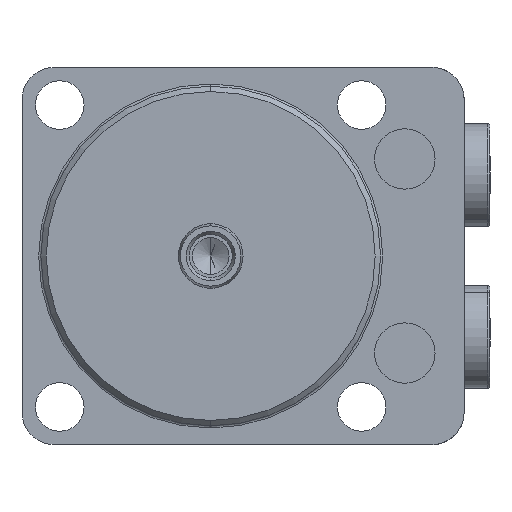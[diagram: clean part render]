
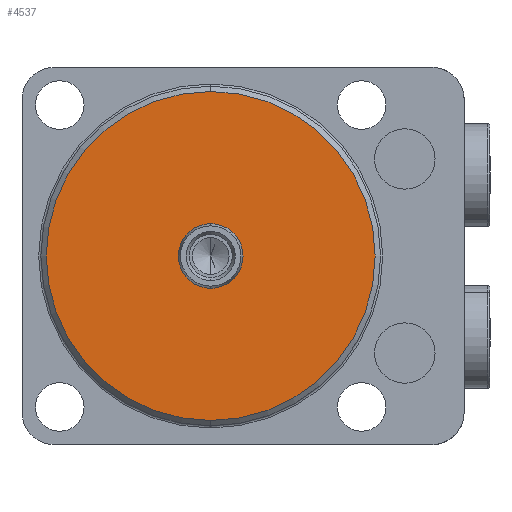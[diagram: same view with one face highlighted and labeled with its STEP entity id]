
A CAD part, front view. The second image highlights one B-rep face of the part: STEP entity #4537.
In plain terms, the highlighted planar face has unit normal (0, -1, 0).
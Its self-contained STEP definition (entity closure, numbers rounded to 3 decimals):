
#271 = DIRECTION ( 'NONE',  ( 0., 0., 1. ) ) ;
#274 = DIRECTION ( 'NONE',  ( 0., -1., 0. ) ) ;
#277 = CARTESIAN_POINT ( 'NONE',  ( 0., 0., 0. ) ) ;
#447 = DIRECTION ( 'NONE',  ( 0., 1., 0. ) ) ;
#450 = DIRECTION ( 'NONE',  ( 0., 0., 1. ) ) ;
#456 = CARTESIAN_POINT ( 'NONE',  ( 0., 0., 0. ) ) ;
#758 = CIRCLE ( 'NONE', #4841, 30.5 ) ;
#759 = CIRCLE ( 'NONE', #4842, 6. ) ;
#793 = FACE_OUTER_BOUND ( 'NONE', #2931, .T. ) ;
#801 = FACE_BOUND ( 'NONE', #2936, .T. ) ;
#1225 = ORIENTED_EDGE ( 'NONE', *, *, #4912, .T. ) ;
#1233 = ORIENTED_EDGE ( 'NONE', *, *, #5357, .T. ) ;
#1234 = ORIENTED_EDGE ( 'NONE', *, *, #4914, .T. ) ;
#1236 = ORIENTED_EDGE ( 'NONE', *, *, #5345, .T. ) ;
#2198 = DIRECTION ( 'NONE',  ( 0., 0., 1. ) ) ;
#2199 = DIRECTION ( 'NONE',  ( 0., -1., 0. ) ) ;
#2200 = CARTESIAN_POINT ( 'NONE',  ( 0., 0., 0. ) ) ;
#2201 = DIRECTION ( 'NONE',  ( 0., 0., 1. ) ) ;
#2202 = DIRECTION ( 'NONE',  ( 0., 1., 0. ) ) ;
#2203 = CARTESIAN_POINT ( 'NONE',  ( 0., 0., 0. ) ) ;
#2301 = DIRECTION ( 'NONE',  ( 0., 0., 1. ) ) ;
#2302 = DIRECTION ( 'NONE',  ( 0., 1., 0. ) ) ;
#2305 = PLANE ( 'NONE',  #4857 ) ;
#2309 = CARTESIAN_POINT ( 'NONE',  ( -35., 0., 35. ) ) ;
#2555 = CARTESIAN_POINT ( 'NONE',  ( 0., 0., 30.5 ) ) ;
#2640 = CARTESIAN_POINT ( 'NONE',  ( 0., 0., -30.5 ) ) ;
#2712 = CARTESIAN_POINT ( 'NONE',  ( 0., 0., 6. ) ) ;
#2720 = CARTESIAN_POINT ( 'NONE',  ( 0., 0., -6. ) ) ;
#2931 = EDGE_LOOP ( 'NONE', ( #1234, #1233 ) ) ;
#2936 = EDGE_LOOP ( 'NONE', ( #1225, #1236 ) ) ;
#3170 = VERTEX_POINT ( 'NONE', #2720 ) ;
#3172 = VERTEX_POINT ( 'NONE', #2712 ) ;
#3192 = VERTEX_POINT ( 'NONE', #2640 ) ;
#3218 = VERTEX_POINT ( 'NONE', #2555 ) ;
#4537 = ADVANCED_FACE ( 'NONE', ( #801, #793 ), #2305, .F. ) ;
#4709 = AXIS2_PLACEMENT_3D ( 'NONE', #277, #274, #271 ) ;
#4717 = AXIS2_PLACEMENT_3D ( 'NONE', #456, #447, #450 ) ;
#4841 = AXIS2_PLACEMENT_3D ( 'NONE', #2200, #2199, #2198 ) ;
#4842 = AXIS2_PLACEMENT_3D ( 'NONE', #2203, #2202, #2201 ) ;
#4857 = AXIS2_PLACEMENT_3D ( 'NONE', #2309, #2302, #2301 ) ;
#4912 = EDGE_CURVE ( 'NONE', #3172, #3170, #759, .T. ) ;
#4914 = EDGE_CURVE ( 'NONE', #3218, #3192, #758, .T. ) ;
#5345 = EDGE_CURVE ( 'NONE', #3170, #3172, #5603, .T. ) ;
#5357 = EDGE_CURVE ( 'NONE', #3192, #3218, #5587, .T. ) ;
#5587 = CIRCLE ( 'NONE', #4709, 30.5 ) ;
#5603 = CIRCLE ( 'NONE', #4717, 6. ) ;
